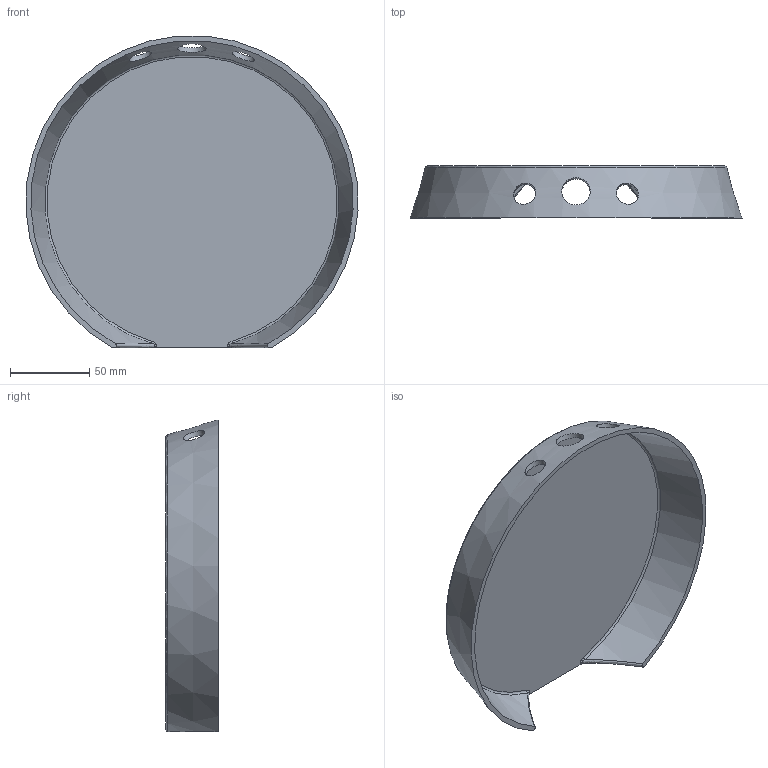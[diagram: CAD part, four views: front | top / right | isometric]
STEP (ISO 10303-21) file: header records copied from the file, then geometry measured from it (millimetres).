
FILE_DESCRIPTION(/* description */ ('Alibre Inc.'),/* implementation_level */ '2;1');
FILE_NAME(/* name */ 'export-EBA09B38-A917-426D-BDF0-4A273EC6AFB5',/* time_stamp */ '2023-09-27T20:51:17+02:00',/* author */ (''),/* organization */ (''),/* preprocessor_version */ 'ST-DEVELOPER v17',/* originating_system */ 'Alibre',/* authorisation */ '');
FILE_SCHEMA (('AUTOMOTIVE_DESIGN'));
Length unit declared in the file: millimetre
Bounding box: 210 x 33 x 197.24 mm (x, y, z)
Volume: 135366.2 mm3; surface area: 92412.7 mm2
Topology: 1 solids, 1 shells, 16 faces, 43 edges, 29 vertices
Faces by surface type: bspline 4, plane 4, cylinder 4, torus 2, cone 2
Full cylindrical faces by diameter (mm): 14 x2, 18 x1
Entity records: 1494 total; most frequent: CARTESIAN_POINT 1153, ORIENTED_EDGE 74, DIRECTION 39, EDGE_CURVE 37, VERTEX_POINT 26, EDGE_LOOP 25, FACE_BOUND 25, B_SPLINE_CURVE_WITH_KNOTS 22
